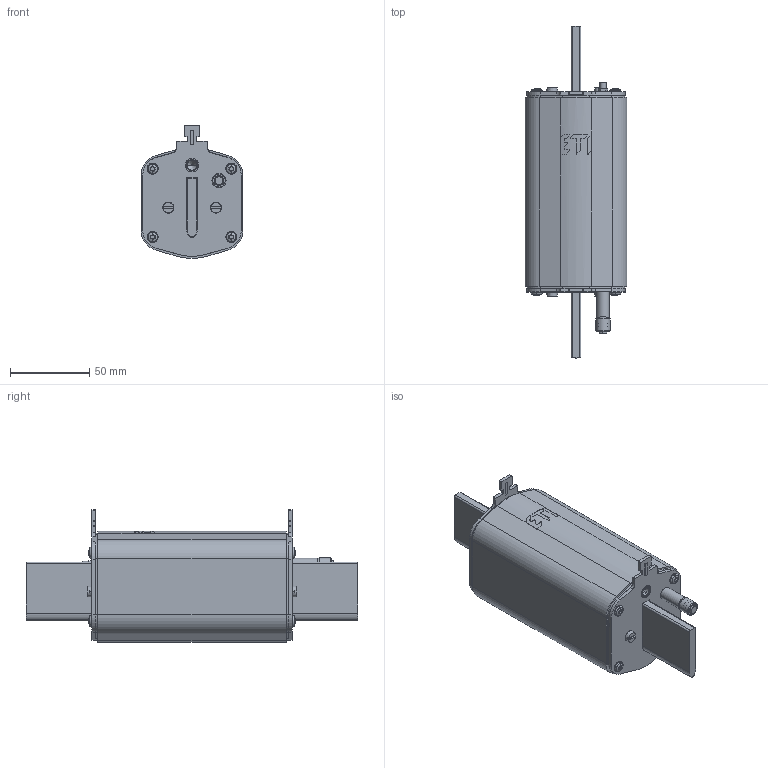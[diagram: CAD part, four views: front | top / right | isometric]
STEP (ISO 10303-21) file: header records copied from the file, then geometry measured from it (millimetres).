
FILE_DESCRIPTION((''),'2;1');
FILE_NAME('3KL_1100V_ASM','2021-09-27T',('marketing.praksa'),('Audax d.o.o.'),'CREO PARAMETRIC BY PTC INC, 2017480','CREO PARAMETRIC BY PTC INC, 2017480','');
FILE_SCHEMA(('AUTOMOTIVE_DESIGN { 1 0 10303 214 1 1 1 1 }'));
Length unit declared in the file: millimetre
Products named in the file (22): 0000019746_2_1; 0000019000_AF0_1_1_2_3; 0000019002_AF0_2_1_2; 0000019004_ASM_1_1_2_ASM; 0000019100_2_1; 0000020059_1; 0000020104_1; 0000008600_AF0_1; 0000008600_AF1_1; 0000015419_1_1_2_3_4_5_6; 0000004154_1_1_2_3; 0000020282_1; 0000016319_1_1_2; 0000016479_1_1_2; 0000016339_1_1_2; 0000016359_1; 0000016342_AF1_1; 0000016601_AF0_1; 0000016442_AF0_ASM_1_1_2_ASM; 0000016381_1_1_2; 0000017080_1_1_2_3; 3KL_1100V_ASM
Assembly tree (37 placements, depth 3):
  3KL_1100V_ASM
    0000019746_2_1
    0000019004_ASM_1_1_2_ASM  x2
      0000019000_AF0_1_1_2_3
      0000019002_AF0_2_1_2
    0000019100_2_1  x2
    0000020059_1
    0000020104_1
    0000008600_AF0_1
    0000008600_AF1_1
    0000015419_1_1_2_3_4_5_6  x4
    0000004154_1_1_2_3  x8
    0000020282_1  x4
    0000016442_AF0_ASM_1_1_2_ASM
      0000016319_1_1_2
      0000016479_1_1_2
      0000016339_1_1_2
      0000016359_1
      0000016342_AF1_1
      0000016601_AF0_1
    0000016381_1_1_2
    0000017080_1_1_2_3  x2
Bounding box: 64 x 209 x 83.65 mm (x, y, z)
Volume: 532167.2 mm3; surface area: 109375 mm2
Topology: 36 solids, 66 shells, 1031 faces, 2746 edges, 1810 vertices
Faces by surface type: cylinder 501, plane 340, cone 92, torus 56, bspline 26, sphere 16
Entity records: 41684 total; most frequent: CARTESIAN_POINT 16617, DIRECTION 3412, ORIENTED_EDGE 2990, EDGE_CURVE 1532, PRESENTATION_STYLE_ASSIGNMENT 1425, STYLED_ITEM 1372, AXIS2_PLACEMENT_3D 1337, CURVE_STYLE 1202
